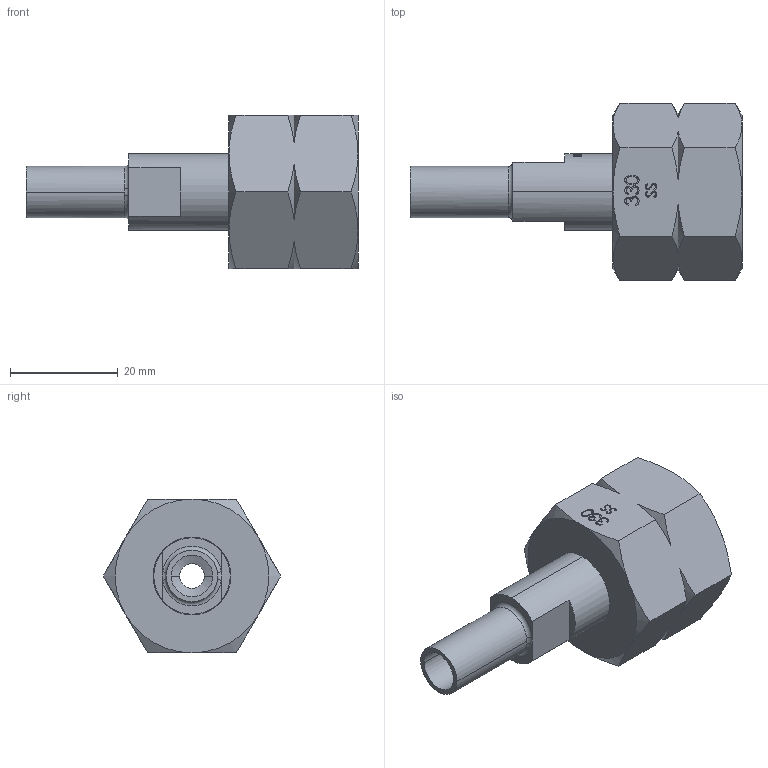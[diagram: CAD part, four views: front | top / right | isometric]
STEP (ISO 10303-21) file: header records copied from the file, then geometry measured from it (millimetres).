
FILE_DESCRIPTION (( 'STEP AP203' ), '1' );
FILE_NAME ('INL-330NI-6TS-30F.STEP', '2024-11-14T19:34:46', ( '' ), ( '' ), 'SwSTEP 2.0', 'SolidWorks 2018', '' );
FILE_SCHEMA (( 'CONFIG_CONTROL_DESIGN' ));
Length unit declared in the file: inch
Products named in the file (4): PRT-000034; PRT-000260; PRT-001503; INL-330NI-6TS-30F
Assembly tree (3 placements, depth 2):
  INL-330NI-6TS-30F
    PRT-000260
    PRT-001503
    PRT-000034
Bounding box: 61.73 x 33 x 28.57 mm (x, y, z)
Volume: 16015.2 mm3; surface area: 8990.4 mm2
Topology: 3 solids, 3 shells, 191 faces, 611 edges, 443 vertices
Faces by surface type: bspline 72, cone 40, plane 37, cylinder 36, torus 6
Entity records: 14398 total; most frequent: CARTESIAN_POINT 9264, ORIENTED_EDGE 1222, DIRECTION 625, EDGE_CURVE 611, VERTEX_POINT 443, B_SPLINE_CURVE_WITH_KNOTS 336, AXIS2_PLACEMENT_3D 225, EDGE_LOOP 214
